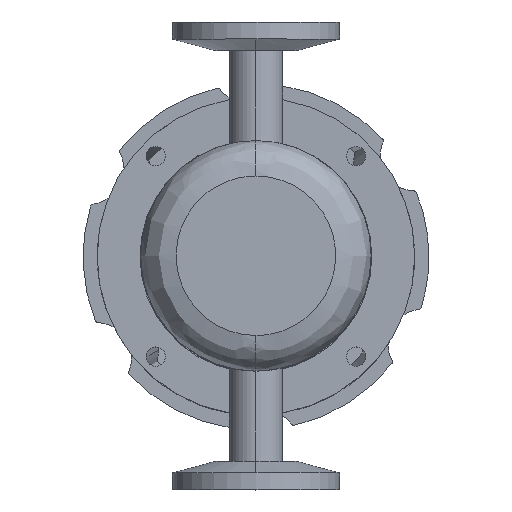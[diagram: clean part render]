
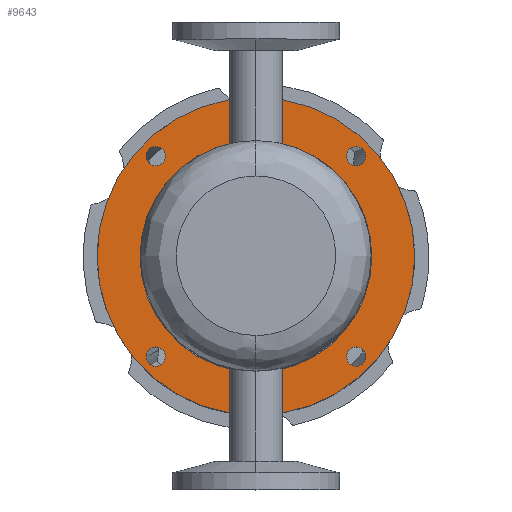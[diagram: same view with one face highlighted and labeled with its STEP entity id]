
A CAD part, top view. The second image highlights one B-rep face of the part: STEP entity #9643.
In plain terms, the highlighted planar face has unit normal (0, 0, 1).
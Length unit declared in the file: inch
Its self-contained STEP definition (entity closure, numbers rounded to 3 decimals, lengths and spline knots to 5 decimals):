
#91 = DIRECTION ( 'NONE',  ( 0., 0., -1. ) ) ;
#134 = EDGE_LOOP ( 'NONE', ( #2997, #2717 ) ) ;
#146 = CIRCLE ( 'NONE', #9963, 1.12 ) ;
#170 = CARTESIAN_POINT ( 'NONE',  ( 0.70711, 0.70711, -0.72 ) ) ;
#171 = DIRECTION ( 'NONE',  ( -1., 0., 0. ) ) ;
#235 = DIRECTION ( 'NONE',  ( 0., 0., -1. ) ) ;
#245 = ORIENTED_EDGE ( 'NONE', *, *, #1362, .T. ) ;
#251 = CIRCLE ( 'NONE', #485, 0.068 ) ;
#438 = CARTESIAN_POINT ( 'NONE',  ( 0.70711, -0.70711, -0.72 ) ) ;
#460 = CARTESIAN_POINT ( 'NONE',  ( -0.8175, 0., -0.72 ) ) ;
#485 = AXIS2_PLACEMENT_3D ( 'NONE', #170, #235, #171 ) ;
#535 = DIRECTION ( 'NONE',  ( 0., 1., 0. ) ) ;
#625 = FACE_BOUND ( 'NONE', #1142, .T. ) ;
#664 = CARTESIAN_POINT ( 'NONE',  ( 0.63911, 0.70711, -0.72 ) ) ;
#898 = DIRECTION ( 'NONE',  ( -1., 0., 0. ) ) ;
#910 = DIRECTION ( 'NONE',  ( 0., 0., -1. ) ) ;
#914 = CARTESIAN_POINT ( 'NONE',  ( 0.70711, 0.70711, -0.72 ) ) ;
#989 = DIRECTION ( 'NONE',  ( 1., 0., 0. ) ) ;
#1037 = DIRECTION ( 'NONE',  ( 0., 0., -1. ) ) ;
#1142 = EDGE_LOOP ( 'NONE', ( #7811, #4162 ) ) ;
#1191 = EDGE_LOOP ( 'NONE', ( #4673, #11682 ) ) ;
#1348 = AXIS2_PLACEMENT_3D ( 'NONE', #9721, #1037, #535 ) ;
#1362 = EDGE_CURVE ( 'NONE', #7014, #8192, #5038, .T. ) ;
#1397 = EDGE_CURVE ( 'NONE', #7681, #5558, #11217, .T. ) ;
#1562 = CIRCLE ( 'NONE', #1348, 0.068 ) ;
#1681 = CIRCLE ( 'NONE', #9471, 0.068 ) ;
#1729 = CARTESIAN_POINT ( 'NONE',  ( -0.70711, 0.70711, -0.72 ) ) ;
#1932 = FACE_BOUND ( 'NONE', #11552, .T. ) ;
#1953 = AXIS2_PLACEMENT_3D ( 'NONE', #2641, #2725, #3693 ) ;
#2237 = AXIS2_PLACEMENT_3D ( 'NONE', #10798, #2820, #3464 ) ;
#2306 = DIRECTION ( 'NONE',  ( 0., 0., 1. ) ) ;
#2400 = ORIENTED_EDGE ( 'NONE', *, *, #9841, .T. ) ;
#2560 = VERTEX_POINT ( 'NONE', #9814 ) ;
#2641 = CARTESIAN_POINT ( 'NONE',  ( 0., 0., -0.72 ) ) ;
#2717 = ORIENTED_EDGE ( 'NONE', *, *, #10201, .T. ) ;
#2725 = DIRECTION ( 'NONE',  ( 0., 0., -1. ) ) ;
#2796 = EDGE_CURVE ( 'NONE', #4778, #4648, #251, .T. ) ;
#2820 = DIRECTION ( 'NONE',  ( 0., 0., -1. ) ) ;
#2878 = CARTESIAN_POINT ( 'NONE',  ( 1.12, 0., -0.72 ) ) ;
#2975 = AXIS2_PLACEMENT_3D ( 'NONE', #914, #910, #898 ) ;
#2997 = ORIENTED_EDGE ( 'NONE', *, *, #11419, .T. ) ;
#3031 = CARTESIAN_POINT ( 'NONE',  ( 0., 0., -0.72 ) ) ;
#3111 = VERTEX_POINT ( 'NONE', #9525 ) ;
#3243 = CIRCLE ( 'NONE', #2237, 0.068 ) ;
#3251 = VERTEX_POINT ( 'NONE', #10124 ) ;
#3271 = DIRECTION ( 'NONE',  ( 1., 0., 0. ) ) ;
#3464 = DIRECTION ( 'NONE',  ( 0., 1., 0. ) ) ;
#3519 = EDGE_LOOP ( 'NONE', ( #245, #4454 ) ) ;
#3521 = CARTESIAN_POINT ( 'NONE',  ( -1.12, 0., -0.72 ) ) ;
#3590 = ORIENTED_EDGE ( 'NONE', *, *, #11036, .T. ) ;
#3693 = DIRECTION ( 'NONE',  ( 1., 0., 0. ) ) ;
#3786 = EDGE_LOOP ( 'NONE', ( #10375, #2400 ) ) ;
#3927 = DIRECTION ( 'NONE',  ( -1., 0., 0. ) ) ;
#4162 = ORIENTED_EDGE ( 'NONE', *, *, #11471, .T. ) ;
#4208 = CARTESIAN_POINT ( 'NONE',  ( 0.70711, -0.77511, -0.72 ) ) ;
#4341 = CARTESIAN_POINT ( 'NONE',  ( 0., 0., -0.72 ) ) ;
#4355 = CARTESIAN_POINT ( 'NONE',  ( 0.77511, 0.70711, -0.72 ) ) ;
#4454 = ORIENTED_EDGE ( 'NONE', *, *, #10675, .T. ) ;
#4648 = VERTEX_POINT ( 'NONE', #4355 ) ;
#4673 = ORIENTED_EDGE ( 'NONE', *, *, #2796, .T. ) ;
#4740 = CIRCLE ( 'NONE', #10099, 0.8175 ) ;
#4778 = VERTEX_POINT ( 'NONE', #664 ) ;
#4817 = VERTEX_POINT ( 'NONE', #460 ) ;
#4824 = DIRECTION ( 'NONE',  ( 0., 1., 0. ) ) ;
#4865 = CIRCLE ( 'NONE', #6765, 0.068 ) ;
#4904 = DIRECTION ( 'NONE',  ( 0., 0., -1. ) ) ;
#5038 = CIRCLE ( 'NONE', #8462, 1.12 ) ;
#5078 = CARTESIAN_POINT ( 'NONE',  ( -0.70711, -0.77511, -0.72 ) ) ;
#5261 = DIRECTION ( 'NONE',  ( 1., 0., 0. ) ) ;
#5558 = VERTEX_POINT ( 'NONE', #6487 ) ;
#5572 = DIRECTION ( 'NONE',  ( 0., 0., 1. ) ) ;
#5585 = CARTESIAN_POINT ( 'NONE',  ( 0., 0., -0.72 ) ) ;
#5816 = AXIS2_PLACEMENT_3D ( 'NONE', #11539, #2306, #3271 ) ;
#5978 = DIRECTION ( 'NONE',  ( 0., 0., -1. ) ) ;
#6102 = CARTESIAN_POINT ( 'NONE',  ( -0.70711, 0.70711, -0.72 ) ) ;
#6138 = DIRECTION ( 'NONE',  ( 0., 0., 1. ) ) ;
#6172 = EDGE_CURVE ( 'NONE', #4648, #4778, #6910, .T. ) ;
#6364 = CARTESIAN_POINT ( 'NONE',  ( 0.70711, -0.70711, -0.72 ) ) ;
#6487 = CARTESIAN_POINT ( 'NONE',  ( -0.77511, 0.70711, -0.72 ) ) ;
#6510 = DIRECTION ( 'NONE',  ( -1., 0., 0. ) ) ;
#6765 = AXIS2_PLACEMENT_3D ( 'NONE', #1729, #9937, #6510 ) ;
#6910 = CIRCLE ( 'NONE', #2975, 0.068 ) ;
#7014 = VERTEX_POINT ( 'NONE', #2878 ) ;
#7032 = FACE_OUTER_BOUND ( 'NONE', #3519, .T. ) ;
#7512 = DIRECTION ( 'NONE',  ( 1., 0., 0. ) ) ;
#7681 = VERTEX_POINT ( 'NONE', #8435 ) ;
#7811 = ORIENTED_EDGE ( 'NONE', *, *, #8940, .T. ) ;
#7823 = PLANE ( 'NONE',  #5816 ) ;
#8192 = VERTEX_POINT ( 'NONE', #3521 ) ;
#8435 = CARTESIAN_POINT ( 'NONE',  ( -0.63911, 0.70711, -0.72 ) ) ;
#8451 = CIRCLE ( 'NONE', #10120, 0.068 ) ;
#8462 = AXIS2_PLACEMENT_3D ( 'NONE', #5585, #5572, #5261 ) ;
#8520 = ORIENTED_EDGE ( 'NONE', *, *, #1397, .T. ) ;
#8530 = FACE_BOUND ( 'NONE', #1191, .T. ) ;
#8641 = VERTEX_POINT ( 'NONE', #4208 ) ;
#8940 = EDGE_CURVE ( 'NONE', #3111, #4817, #4740, .T. ) ;
#9471 = AXIS2_PLACEMENT_3D ( 'NONE', #6364, #10349, #4824 ) ;
#9525 = CARTESIAN_POINT ( 'NONE',  ( 0.8175, 0., -0.72 ) ) ;
#9604 = VERTEX_POINT ( 'NONE', #5078 ) ;
#9643 = ADVANCED_FACE ( 'NONE', ( #625, #7032, #10775, #9781, #1932, #8530 ), #7823, .T. ) ;
#9676 = AXIS2_PLACEMENT_3D ( 'NONE', #6102, #5978, #3927 ) ;
#9721 = CARTESIAN_POINT ( 'NONE',  ( -0.70711, -0.70711, -0.72 ) ) ;
#9781 = FACE_BOUND ( 'NONE', #134, .T. ) ;
#9814 = CARTESIAN_POINT ( 'NONE',  ( 0.70711, -0.63911, -0.72 ) ) ;
#9841 = EDGE_CURVE ( 'NONE', #8641, #2560, #1681, .T. ) ;
#9937 = DIRECTION ( 'NONE',  ( 0., 0., -1. ) ) ;
#9963 = AXIS2_PLACEMENT_3D ( 'NONE', #3031, #6138, #7512 ) ;
#10099 = AXIS2_PLACEMENT_3D ( 'NONE', #4341, #4904, #989 ) ;
#10120 = AXIS2_PLACEMENT_3D ( 'NONE', #438, #91, #11667 ) ;
#10124 = CARTESIAN_POINT ( 'NONE',  ( -0.70711, -0.63911, -0.72 ) ) ;
#10201 = EDGE_CURVE ( 'NONE', #9604, #3251, #3243, .T. ) ;
#10349 = DIRECTION ( 'NONE',  ( 0., 0., -1. ) ) ;
#10375 = ORIENTED_EDGE ( 'NONE', *, *, #11345, .T. ) ;
#10639 = CIRCLE ( 'NONE', #1953, 0.8175 ) ;
#10675 = EDGE_CURVE ( 'NONE', #8192, #7014, #146, .T. ) ;
#10775 = FACE_BOUND ( 'NONE', #3786, .T. ) ;
#10798 = CARTESIAN_POINT ( 'NONE',  ( -0.70711, -0.70711, -0.72 ) ) ;
#11036 = EDGE_CURVE ( 'NONE', #5558, #7681, #4865, .T. ) ;
#11217 = CIRCLE ( 'NONE', #9676, 0.068 ) ;
#11345 = EDGE_CURVE ( 'NONE', #2560, #8641, #8451, .T. ) ;
#11419 = EDGE_CURVE ( 'NONE', #3251, #9604, #1562, .T. ) ;
#11471 = EDGE_CURVE ( 'NONE', #4817, #3111, #10639, .T. ) ;
#11539 = CARTESIAN_POINT ( 'NONE',  ( -0.39598, -0.39598, -0.72 ) ) ;
#11552 = EDGE_LOOP ( 'NONE', ( #3590, #8520 ) ) ;
#11667 = DIRECTION ( 'NONE',  ( 0., 1., 0. ) ) ;
#11682 = ORIENTED_EDGE ( 'NONE', *, *, #6172, .T. ) ;
